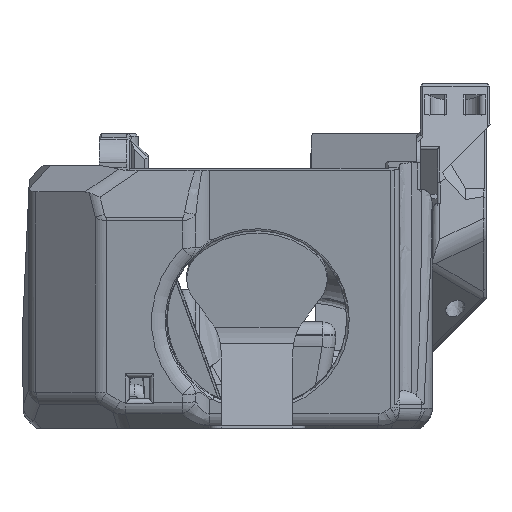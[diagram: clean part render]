
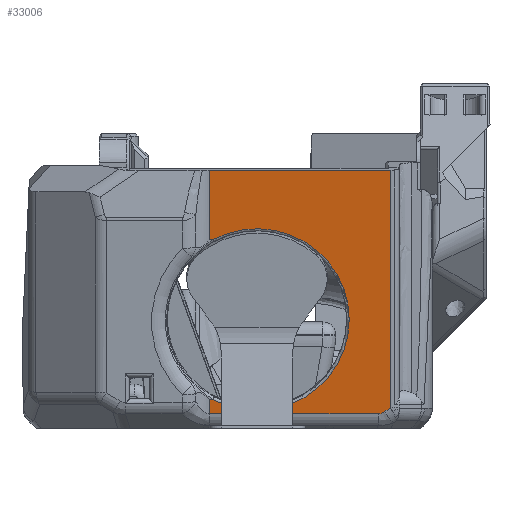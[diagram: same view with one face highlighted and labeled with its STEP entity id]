
A CAD part, left-side view. The second image highlights one B-rep face of the part: STEP entity #33006.
In plain terms, the highlighted planar face has unit normal (-0.985, 0, -0.174).
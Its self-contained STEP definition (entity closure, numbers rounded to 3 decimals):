
#938=ELLIPSE('',#35575,3.203,2.);
#1613=B_SPLINE_CURVE_WITH_KNOTS('',3,(#55272,#55273,#55274,#55275),
 .UNSPECIFIED.,.F.,.F.,(4,4),(0.,0.382),.UNSPECIFIED.);
#1624=B_SPLINE_CURVE_WITH_KNOTS('',3,(#55548,#55549,#55550,#55551),
 .UNSPECIFIED.,.F.,.F.,(4,4),(0.618,1.),.UNSPECIFIED.);
#2973=LINE('',#53629,#5897);
#2990=LINE('',#53688,#5914);
#3292=LINE('',#55553,#6216);
#3293=LINE('',#55555,#6217);
#3294=LINE('',#55559,#6218);
#3295=LINE('',#55561,#6219);
#5897=VECTOR('',#39906,1000.);
#5914=VECTOR('',#39943,1000.);
#6216=VECTOR('',#40705,1000.);
#6217=VECTOR('',#40706,1000.);
#6218=VECTOR('',#40709,1000.);
#6219=VECTOR('',#40710,1000.);
#11649=ORIENTED_EDGE('',*,*,#20200,.F.);
#11650=ORIENTED_EDGE('',*,*,#19223,.T.);
#11651=ORIENTED_EDGE('',*,*,#20322,.T.);
#11652=ORIENTED_EDGE('',*,*,#20323,.F.);
#11653=ORIENTED_EDGE('',*,*,#20324,.T.);
#11654=ORIENTED_EDGE('',*,*,#20325,.T.);
#11655=ORIENTED_EDGE('',*,*,#20326,.F.);
#11656=ORIENTED_EDGE('',*,*,#20327,.T.);
#11657=ORIENTED_EDGE('',*,*,#19818,.F.);
#11658=ORIENTED_EDGE('',*,*,#19842,.F.);
#19223=EDGE_CURVE('',#24012,#24011,#26636,.T.);
#19818=EDGE_CURVE('',#24406,#24407,#2973,.T.);
#19842=EDGE_CURVE('',#24423,#24406,#2990,.T.);
#20200=EDGE_CURVE('',#24012,#24423,#1613,.F.);
#20322=EDGE_CURVE('',#24011,#24760,#1624,.T.);
#20323=EDGE_CURVE('',#24761,#24760,#3292,.T.);
#20324=EDGE_CURVE('',#24761,#24762,#3293,.T.);
#20325=EDGE_CURVE('',#24762,#24763,#938,.T.);
#20326=EDGE_CURVE('',#24764,#24763,#3294,.T.);
#20327=EDGE_CURVE('',#24764,#24407,#3295,.T.);
#24011=VERTEX_POINT('',#51100);
#24012=VERTEX_POINT('',#51102);
#24406=VERTEX_POINT('',#53628);
#24407=VERTEX_POINT('',#53630);
#24423=VERTEX_POINT('',#53687);
#24760=VERTEX_POINT('',#55552);
#24761=VERTEX_POINT('',#55554);
#24762=VERTEX_POINT('',#55556);
#24763=VERTEX_POINT('',#55558);
#24764=VERTEX_POINT('',#55560);
#26636=CIRCLE('',#34960,14.4);
#27959=EDGE_LOOP('',(#11649,#11650,#11651,#11652,#11653,#11654,#11655,#11656,
#11657,#11658));
#29993=FACE_BOUND('',#27959,.T.);
#31639=PLANE('',#35574);
#33006=ADVANCED_FACE('',(#29993),#31639,.F.);
#34960=AXIS2_PLACEMENT_3D('',#51101,#38912,#38913);
#35574=AXIS2_PLACEMENT_3D('',#55547,#40703,#40704);
#35575=AXIS2_PLACEMENT_3D('',#55557,#40707,#40708);
#38912=DIRECTION('',(0.985,0.,0.174));
#38913=DIRECTION('',(0.174,0.,-0.985));
#39906=DIRECTION('',(0.,-1.,0.));
#39943=DIRECTION('',(-0.174,0.,0.985));
#40703=DIRECTION('',(0.985,0.,0.174));
#40704=DIRECTION('',(-0.174,0.,0.985));
#40705=DIRECTION('',(-0.174,0.,0.985));
#40706=DIRECTION('',(0.,-1.,0.));
#40707=DIRECTION('',(-0.985,0.,-0.174));
#40708=DIRECTION('',(-0.165,-0.304,0.938));
#40709=DIRECTION('',(0.097,0.829,-0.551));
#40710=DIRECTION('',(-0.174,0.,0.985));
#51100=CARTESIAN_POINT('',(-28.264,11.767,4.533));
#51101=CARTESIAN_POINT('',(-30.458,4.853,16.973));
#51102=CARTESIAN_POINT('',(-32.651,11.767,29.413));
#53628=CARTESIAN_POINT('',(-34.572,12.27,40.304));
#53629=CARTESIAN_POINT('',(-34.572,24.853,40.304));
#53630=CARTESIAN_POINT('',(-34.572,-16.002,40.304));
#53687=CARTESIAN_POINT('',(-32.66,12.27,29.463));
#53688=CARTESIAN_POINT('',(-31.185,12.27,21.099));
#55272=CARTESIAN_POINT('',(-32.66,12.27,29.463));
#55273=CARTESIAN_POINT('',(-32.657,12.102,29.442));
#55274=CARTESIAN_POINT('',(-32.654,11.935,29.425));
#55275=CARTESIAN_POINT('',(-32.651,11.767,29.413));
#55547=CARTESIAN_POINT('',(-31.185,24.853,21.099));
#55548=CARTESIAN_POINT('',(-28.264,11.767,4.533));
#55549=CARTESIAN_POINT('',(-28.262,11.935,4.52));
#55550=CARTESIAN_POINT('',(-28.259,12.102,4.503));
#55551=CARTESIAN_POINT('',(-28.255,12.27,4.482));
#55552=CARTESIAN_POINT('',(-28.255,12.27,4.482));
#55553=CARTESIAN_POINT('',(-31.185,12.27,21.099));
#55554=CARTESIAN_POINT('',(-27.864,12.27,2.262));
#55555=CARTESIAN_POINT('',(-27.864,-14.655,2.262));
#55556=CARTESIAN_POINT('',(-27.864,-14.07,2.262));
#55557=CARTESIAN_POINT('',(-28.404,-14.652,5.326));
#55558=CARTESIAN_POINT('',(-27.923,-15.07,2.597));
#55559=CARTESIAN_POINT('',(-27.821,-14.199,2.018));
#55560=CARTESIAN_POINT('',(-28.032,-16.002,3.216));
#55561=CARTESIAN_POINT('',(-7.663,-16.002,-112.301));
